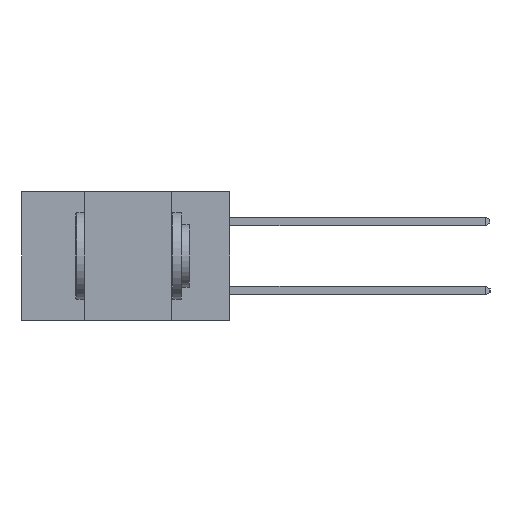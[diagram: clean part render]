
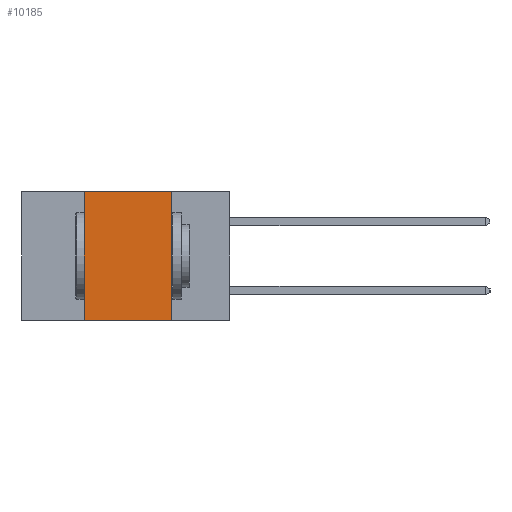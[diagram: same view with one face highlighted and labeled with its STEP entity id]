
A CAD part, left-side view. The second image highlights one B-rep face of the part: STEP entity #10185.
In plain terms, the highlighted planar face has unit normal (-1, 0, 0).
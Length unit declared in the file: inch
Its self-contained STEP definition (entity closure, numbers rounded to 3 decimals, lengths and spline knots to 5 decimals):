
#1466 = ORIENTED_EDGE ( 'NONE', *, *, #20121, .F. ) ;
#2855 = CARTESIAN_POINT ( 'NONE',  ( 0., 0.6, 0. ) ) ;
#2955 = DIRECTION ( 'NONE',  ( 1., 0., 0. ) ) ;
#4104 = DIRECTION ( 'NONE',  ( 0., 0., -1. ) ) ;
#6432 = VECTOR ( 'NONE', #4104, 39.37008 ) ;
#7102 = EDGE_CURVE ( 'NONE', #22656, #22822, #17488, .T. ) ;
#7192 = CARTESIAN_POINT ( 'NONE',  ( 0., 0.42, 0. ) ) ;
#8082 = EDGE_LOOP ( 'NONE', ( #12012, #1466, #23417, #13286 ) ) ;
#8236 = CARTESIAN_POINT ( 'NONE',  ( 0., 0.6, -0.37 ) ) ;
#8315 = CARTESIAN_POINT ( 'NONE',  ( 0., 0.17, -0.37 ) ) ;
#10185 = ADVANCED_FACE ( 'NONE', ( #21755 ), #15408, .F. ) ;
#10835 = CARTESIAN_POINT ( 'NONE',  ( 0., 0.42, -0.37 ) ) ;
#12012 = ORIENTED_EDGE ( 'NONE', *, *, #19614, .F. ) ;
#12584 = EDGE_CURVE ( 'NONE', #22656, #21518, #21317, .T. ) ;
#12858 = DIRECTION ( 'NONE',  ( 0., 0., 1. ) ) ;
#13286 = ORIENTED_EDGE ( 'NONE', *, *, #7102, .T. ) ;
#15408 = PLANE ( 'NONE',  #23803 ) ;
#15945 = VECTOR ( 'NONE', #12858, 39.37008 ) ;
#16033 = VECTOR ( 'NONE', #24298, 39.37008 ) ;
#16683 = LINE ( 'NONE', #22297, #16033 ) ;
#17346 = LINE ( 'NONE', #8315, #6432 ) ;
#17473 = DIRECTION ( 'NONE',  ( 0., 0., -1. ) ) ;
#17488 = LINE ( 'NONE', #8236, #22818 ) ;
#19614 = EDGE_CURVE ( 'NONE', #22625, #22822, #17346, .T. ) ;
#20121 = EDGE_CURVE ( 'NONE', #21518, #22625, #16683, .T. ) ;
#20408 = DIRECTION ( 'NONE',  ( 0., -1., 0. ) ) ;
#20955 = CARTESIAN_POINT ( 'NONE',  ( 0., 0.17, 0. ) ) ;
#21317 = LINE ( 'NONE', #10835, #15945 ) ;
#21518 = VERTEX_POINT ( 'NONE', #7192 ) ;
#21755 = FACE_OUTER_BOUND ( 'NONE', #8082, .T. ) ;
#22297 = CARTESIAN_POINT ( 'NONE',  ( 0., 0.6, 0. ) ) ;
#22625 = VERTEX_POINT ( 'NONE', #20955 ) ;
#22656 = VERTEX_POINT ( 'NONE', #23051 ) ;
#22818 = VECTOR ( 'NONE', #20408, 39.37008 ) ;
#22822 = VERTEX_POINT ( 'NONE', #25736 ) ;
#23051 = CARTESIAN_POINT ( 'NONE',  ( 0., 0.42, -0.37 ) ) ;
#23417 = ORIENTED_EDGE ( 'NONE', *, *, #12584, .F. ) ;
#23803 = AXIS2_PLACEMENT_3D ( 'NONE', #2855, #2955, #17473 ) ;
#24298 = DIRECTION ( 'NONE',  ( 0., -1., 0. ) ) ;
#25736 = CARTESIAN_POINT ( 'NONE',  ( 0., 0.17, -0.37 ) ) ;
